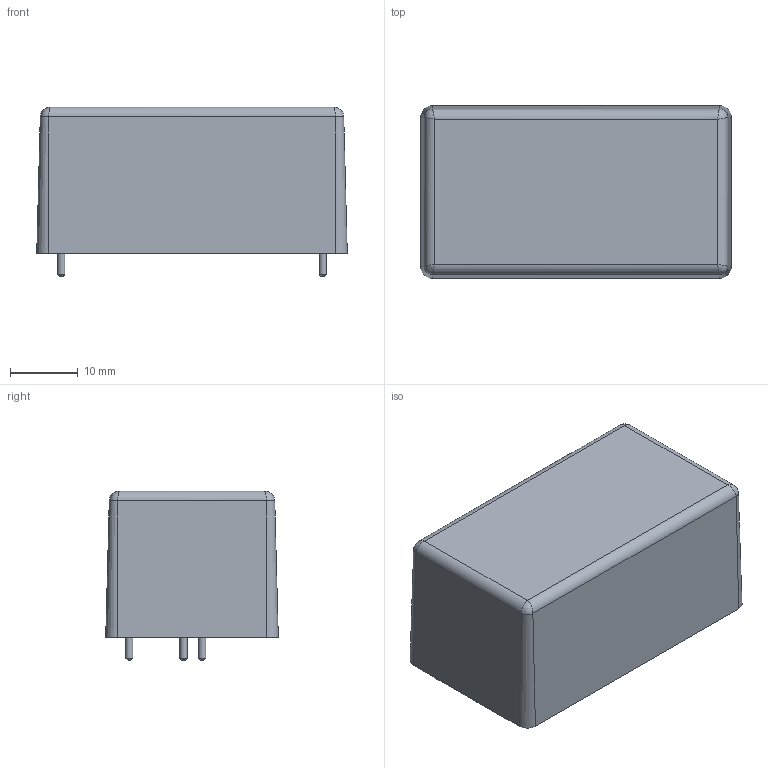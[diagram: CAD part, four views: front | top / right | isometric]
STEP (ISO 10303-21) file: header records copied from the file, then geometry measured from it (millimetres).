
FILE_DESCRIPTION(/* description */ (''),/* implementation_level */ '2;1');
FILE_NAME(/* name */ 'IRM-10 v3.step',/* time_stamp */ '2022-10-02T11:38:29+03:00',/* author */ (''),/* organization */ (''),/* preprocessor_version */ 'ST-DEVELOPER v19',/* originating_system */ 'Autodesk Translation Framework v11.7.0.108',/* authorisation */ '');
FILE_SCHEMA (('AUTOMOTIVE_DESIGN { 1 0 10303 214 3 1 1 }'));
Length unit declared in the file: millimetre
Products named in the file (7): IRM-10; Component1; Component2; Component3; Component4; Component5; Component6
Assembly tree (6 placements, depth 2):
  IRM-10
    Component1
    Component2
    Component3
    Component4
    Component5
    Component6
Bounding box: 45.7 x 25.4 x 25 mm (x, y, z)
Volume: 24019 mm3; surface area: 7605.7 mm2
Topology: 6 solids, 6 shells, 85 faces, 204 edges, 128 vertices
Faces by surface type: plane 57, cylinder 16, cone 8, bspline 4
Full cylindrical faces by diameter (mm): 1.1 x4
Entity records: 3068 total; most frequent: CARTESIAN_POINT 898, DIRECTION 408, ORIENTED_EDGE 400, EDGE_CURVE 200, LINE 156, VECTOR 156, VERTEX_POINT 128, AXIS2_PLACEMENT_3D 126
